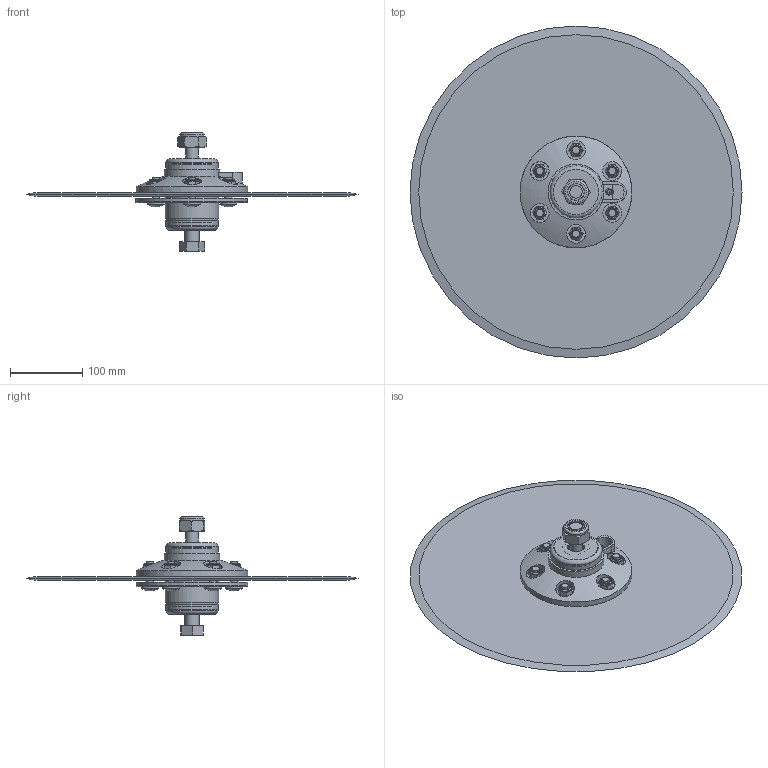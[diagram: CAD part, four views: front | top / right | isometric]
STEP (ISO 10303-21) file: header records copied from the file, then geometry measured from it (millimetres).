
FILE_DESCRIPTION((' '),'2;1');
FILE_NAME( 'PUCQ3379.stp', '2018-03- 2T19:58:05', (' '), ('--- Datakit www.datakit.com---'), ' Datakit CrossCadWare V2017.1 Dec 27 2016', 'DATAKIT 2018 (c)', ' ');
FILE_SCHEMA(('AP203_CONFIGURATION_CONTROLLED_3D_DESIGN_OF_MECHANICAL_PARTS_AND_ASSEMBLIES_MIM_LF { 1 0 10303 403 2 1 2}'));
Length unit declared in the file: millimetre
Products named in the file (1): PUCQ3379
Bounding box: 459 x 459 x 163.38 mm (x, y, z)
Volume: 1414612 mm3; surface area: 566648.7 mm2
Topology: 26 solids, 26 shells, 878 faces, 2175 edges, 1244 vertices
Faces by surface type: plane 286, bspline 168, cone 153, cylinder 150, torus 114, sphere 7
Full cylindrical faces by diameter (mm): 3 x1, 5.5 x1, 6 x1, 8.5 x6, 10 x6, 11 x12, 11.3 x6, 17 x7, 17.25 x1, 20 x1, 20.5 x1, 22.6 x1, 23 x2, 24 x6, 26 x6, 28 x2, 30 x2, 31.7 x1, 32 x2, 34 x1, 36.904 x2, 38 x4, 40 x6, 44.135 x2, 48 x2, 57 x2, 58 x7, 70 x2, 72 x2, 74 x1
Entity records: 40809 total; most frequent: CARTESIAN_POINT 22954, ORIENTED_EDGE 3512, DIRECTION 3348, EDGE_CURVE 1756, AXIS2_PLACEMENT_3D 1446, EDGE_LOOP 1204, VERTEX_POINT 1182, FACE_OUTER_BOUND 878
